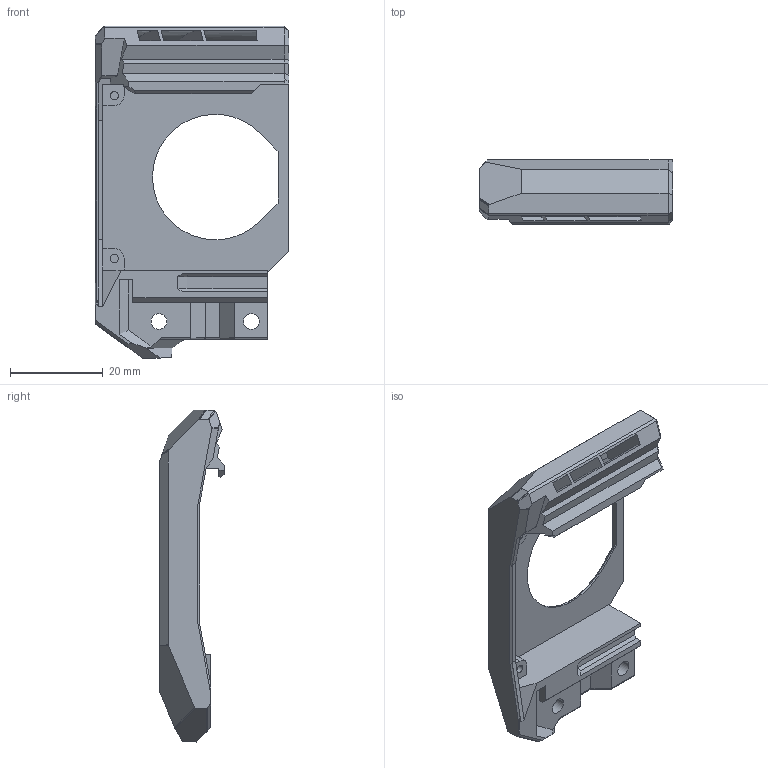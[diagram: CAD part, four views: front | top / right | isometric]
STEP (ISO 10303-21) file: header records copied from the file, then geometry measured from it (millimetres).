
FILE_DESCRIPTION (( 'STEP AP214' ), '1' );
FILE_NAME ('Right_Duct_Screw_Mod.STEP', '2024-10-08T23:02:08', ( '' ), ( '' ), 'SwSTEP 2.0', 'SolidWorks 2024', '' );
FILE_SCHEMA (( 'AUTOMOTIVE_DESIGN' ));
Length unit declared in the file: metre
Products named in the file (1): Right_Duct_Screw_Mod
Bounding box: 41.6 x 13.8 x 71.41 mm (x, y, z)
Volume: 9082.5 mm3; surface area: 8263.2 mm2
Topology: 1 solids, 1 shells, 180 faces, 507 edges, 332 vertices
Faces by surface type: plane 111, cylinder 61, bspline 4, cone 4
Entity records: 5958 total; most frequent: CARTESIAN_POINT 1512, ORIENTED_EDGE 1014, DIRECTION 802, EDGE_CURVE 507, VECTOR 362, LINE 362, VERTEX_POINT 332, AXIS2_PLACEMENT_3D 220
